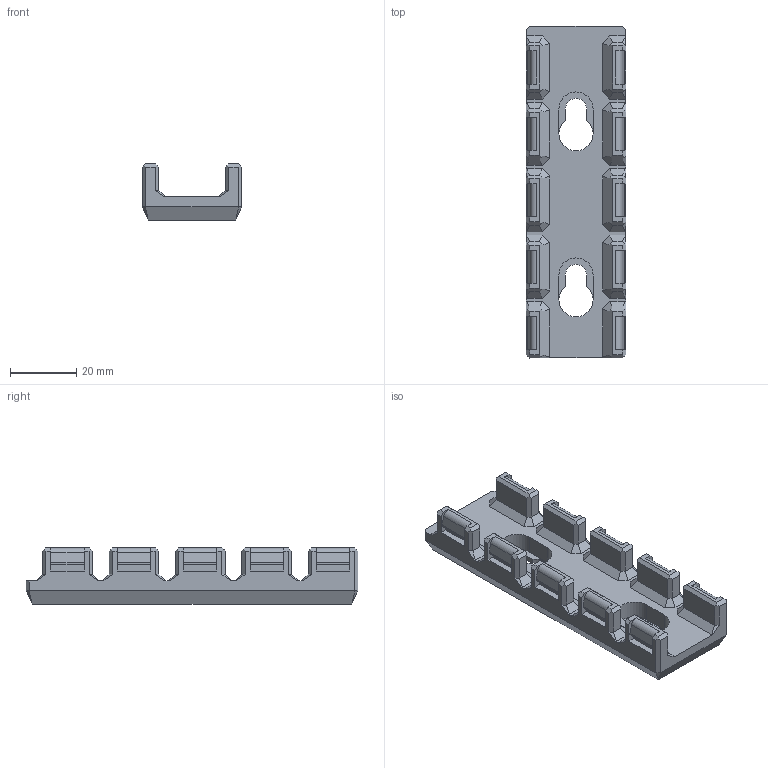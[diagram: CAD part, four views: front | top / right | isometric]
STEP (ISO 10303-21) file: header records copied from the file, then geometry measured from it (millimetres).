
FILE_DESCRIPTION(/* description */ (''),/* implementation_level */ '2;1');
FILE_NAME(/* name */ 'electronics_wire_guide.step',/* time_stamp */ '2022-09-23T12:48:21+01:00',/* author */ (''),/* organization */ (''),/* preprocessor_version */ 'ST-DEVELOPER v19',/* originating_system */ 'Autodesk Translation Framework v11.7.0.108',/* authorisation */ '');
FILE_SCHEMA (('AUTOMOTIVE_DESIGN { 1 0 10303 214 3 1 1 }'));
Length unit declared in the file: millimetre
Products named in the file (1): electronics_wire_guide
Bounding box: 30 x 100 x 17 mm (x, y, z)
Volume: 24621.8 mm3; surface area: 11309.1 mm2
Topology: 1 solids, 1 shells, 306 faces, 848 edges, 544 vertices
Faces by surface type: plane 290, cylinder 16
Entity records: 9557 total; most frequent: CARTESIAN_POINT 1699, ORIENTED_EDGE 1696, DIRECTION 1498, EDGE_CURVE 848, LINE 812, VECTOR 812, VERTEX_POINT 544, AXIS2_PLACEMENT_3D 343
